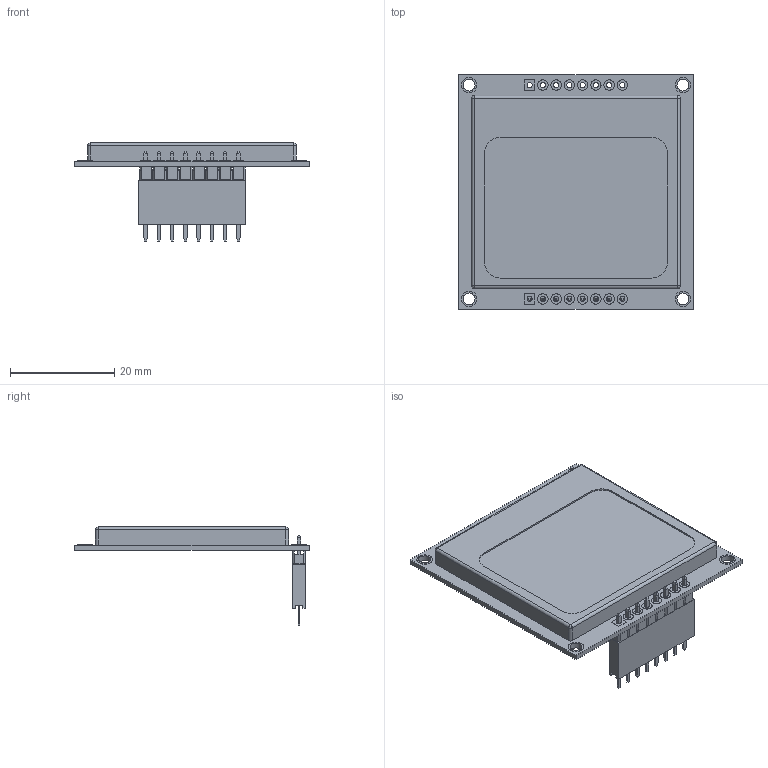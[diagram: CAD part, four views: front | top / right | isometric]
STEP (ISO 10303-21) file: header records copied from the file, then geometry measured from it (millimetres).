
FILE_DESCRIPTION(/* description */ (''),/* implementation_level */ '2;1');
FILE_NAME(/* name */ 'Nokia_5110 LCD + Headers Hembra.step',/* time_stamp */ '2019-11-25T10:54:08-05:00',/* author */ (''),/* organization */ (''),/* preprocessor_version */ 'ST-DEVELOPER v18',/* originating_system */ 'Autodesk Translation Framework v8.12.0.6',/* authorisation */ '');
FILE_SCHEMA (('AUTOMOTIVE_DESIGN { 1 0 10303 214 3 1 1 }'));
Length unit declared in the file: millimetre
Products named in the file (5): Nokia_5110 LCD + Headers Hembra; Äåòàëü1; Äåòàëü2; AW140-EG-G08D; A-BL254-EG-G08D
Assembly tree (4 placements, depth 2):
  Nokia_5110 LCD + Headers Hembra
    Äåòàëü1
    Äåòàëü2
    AW140-EG-G08D
    A-BL254-EG-G08D
Bounding box: 45 x 45 x 18.8 mm (x, y, z)
Volume: 7209 mm3; surface area: 9285.8 mm2
Topology: 4 solids, 4 shells, 663 faces, 1852 edges, 1244 vertices
Faces by surface type: plane 557, cylinder 102, sphere 4
Full cylindrical faces by diameter (mm): 1 x16, 1.974 x1, 2 x27, 2.3 x4, 3 x8
Entity records: 22139 total; most frequent: CARTESIAN_POINT 3764, ORIENTED_EDGE 3696, DIRECTION 3508, EDGE_CURVE 1848, LINE 1532, VECTOR 1532, VERTEX_POINT 1244, AXIS2_PLACEMENT_3D 988
